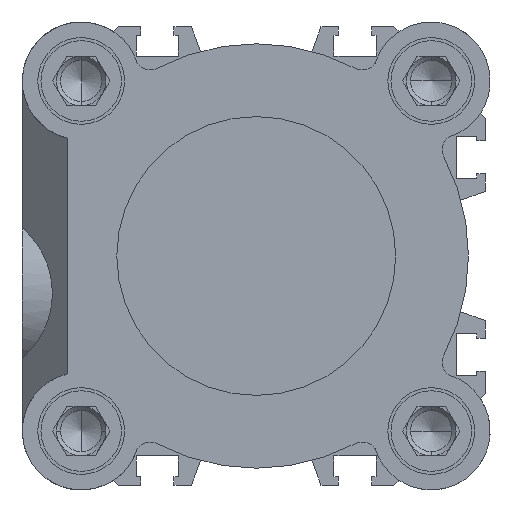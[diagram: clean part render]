
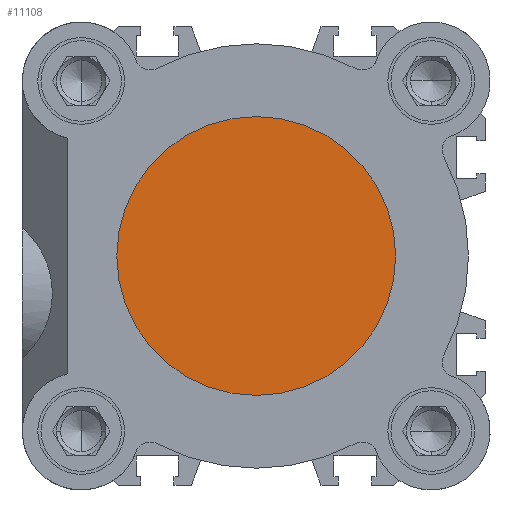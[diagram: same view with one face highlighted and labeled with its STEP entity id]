
A CAD part, left-side view. The second image highlights one B-rep face of the part: STEP entity #11108.
In plain terms, the highlighted face is planar.
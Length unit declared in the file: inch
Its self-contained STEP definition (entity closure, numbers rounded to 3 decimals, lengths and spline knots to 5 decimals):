
#349 = CARTESIAN_POINT ( 'NONE',  ( 1.41732, 0.88583, 0. ) ) ;
#738 = VERTEX_POINT ( 'NONE', #8068 ) ;
#774 = DIRECTION ( 'NONE',  ( -1., 0., 0. ) ) ;
#2340 = DIRECTION ( 'NONE',  ( -1., 0., 0. ) ) ;
#2451 = DIRECTION ( 'NONE',  ( -1., 0., 0. ) ) ;
#2799 = ORIENTED_EDGE ( 'NONE', *, *, #9136, .F. ) ;
#3405 = AXIS2_PLACEMENT_3D ( 'NONE', #6890, #774, #7896 ) ;
#3618 = AXIS2_PLACEMENT_3D ( 'NONE', #349, #2451, #9577 ) ;
#4501 = PLANE ( 'NONE',  #3618 ) ;
#4654 = ORIENTED_EDGE ( 'NONE', *, *, #12616, .F. ) ;
#6475 = VERTEX_POINT ( 'NONE', #7352 ) ;
#6879 = CIRCLE ( 'NONE', #3405, 0.88583 ) ;
#6890 = CARTESIAN_POINT ( 'NONE',  ( 1.41732, 0., 0. ) ) ;
#7116 = EDGE_LOOP ( 'NONE', ( #2799, #4654 ) ) ;
#7304 = CIRCLE ( 'NONE', #8114, 0.88583 ) ;
#7349 = FACE_OUTER_BOUND ( 'NONE', #7116, .T. ) ;
#7352 = CARTESIAN_POINT ( 'NONE',  ( 1.41732, 0., -0.88583 ) ) ;
#7896 = DIRECTION ( 'NONE',  ( 0., 0., 1. ) ) ;
#8068 = CARTESIAN_POINT ( 'NONE',  ( 1.41732, 0., 0.88583 ) ) ;
#8114 = AXIS2_PLACEMENT_3D ( 'NONE', #8442, #2340, #9470 ) ;
#8442 = CARTESIAN_POINT ( 'NONE',  ( 1.41732, 0., 0. ) ) ;
#9136 = EDGE_CURVE ( 'NONE', #738, #6475, #7304, .T. ) ;
#9470 = DIRECTION ( 'NONE',  ( 0., 0., 1. ) ) ;
#9577 = DIRECTION ( 'NONE',  ( 0., 0., 1. ) ) ;
#11108 = ADVANCED_FACE ( 'NONE', ( #7349 ), #4501, .F. ) ;
#12616 = EDGE_CURVE ( 'NONE', #6475, #738, #6879, .T. ) ;
